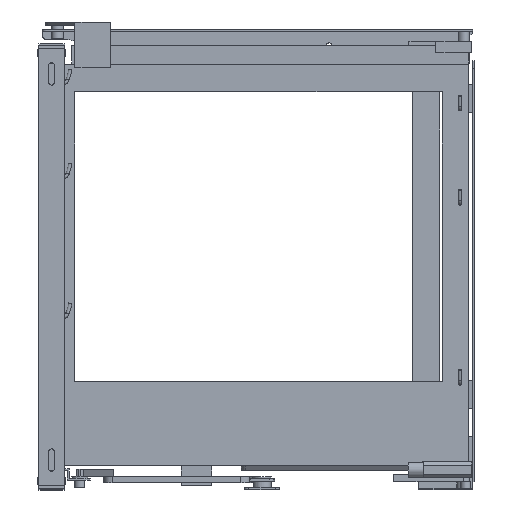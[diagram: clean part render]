
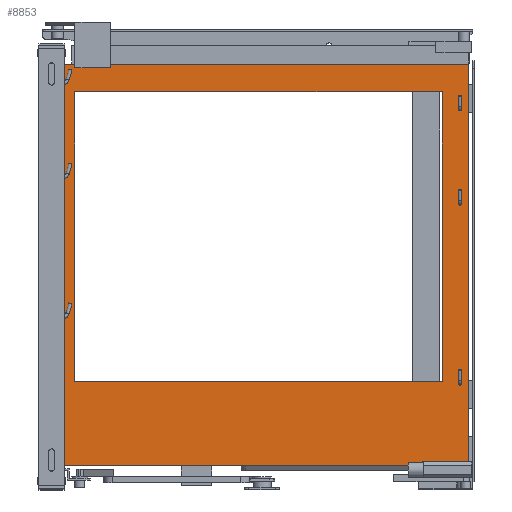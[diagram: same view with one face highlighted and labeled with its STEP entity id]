
A CAD part, left-side view. The second image highlights one B-rep face of the part: STEP entity #8853.
In plain terms, the highlighted planar face has unit normal (-1, 0, 0).
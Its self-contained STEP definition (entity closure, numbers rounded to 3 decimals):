
#276=FACE_BOUND('',#1289,.T.);
#277=FACE_BOUND('',#1290,.T.);
#278=FACE_BOUND('',#1291,.T.);
#279=FACE_BOUND('',#1292,.T.);
#280=FACE_BOUND('',#1293,.T.);
#281=FACE_BOUND('',#1294,.T.);
#282=FACE_BOUND('',#1295,.T.);
#712=FACE_OUTER_BOUND('',#1288,.T.);
#1288=EDGE_LOOP('',(#7761,#7762,#7763,#7764,#7765,#7766,#7767,#7768,#7769,
#7770));
#1289=EDGE_LOOP('',(#7771));
#1290=EDGE_LOOP('',(#7772));
#1291=EDGE_LOOP('',(#7773));
#1292=EDGE_LOOP('',(#7774));
#1293=EDGE_LOOP('',(#7775));
#1294=EDGE_LOOP('',(#7776));
#1295=EDGE_LOOP('',(#7777,#7778,#7779,#7780));
#1602=CIRCLE('',#9589,2.);
#1603=CIRCLE('',#9590,2.);
#1604=CIRCLE('',#9591,2.);
#1605=CIRCLE('',#9592,2.);
#1606=CIRCLE('',#9593,2.);
#1607=CIRCLE('',#9594,2.);
#2329=LINE('',#13912,#3278);
#2371=LINE('',#14030,#3320);
#2376=LINE('',#14038,#3325);
#2379=LINE('',#14044,#3328);
#2383=LINE('',#14052,#3332);
#2387=LINE('',#14059,#3336);
#2389=LINE('',#14064,#3338);
#2391=LINE('',#14067,#3340);
#2396=LINE('',#14079,#3345);
#2407=LINE('',#14105,#3356);
#2412=LINE('',#14113,#3361);
#2448=LINE('',#14199,#3397);
#2536=LINE('',#14430,#3485);
#2540=LINE('',#14443,#3489);
#3278=VECTOR('',#11344,10.);
#3320=VECTOR('',#11434,10.);
#3325=VECTOR('',#11441,10.);
#3328=VECTOR('',#11446,10.);
#3332=VECTOR('',#11452,10.);
#3336=VECTOR('',#11456,10.);
#3338=VECTOR('',#11460,10.);
#3340=VECTOR('',#11464,10.);
#3345=VECTOR('',#11475,10.);
#3356=VECTOR('',#11496,10.);
#3361=VECTOR('',#11505,10.);
#3397=VECTOR('',#11587,10.);
#3485=VECTOR('',#11847,10.);
#3489=VECTOR('',#11867,10.);
#4114=VERTEX_POINT('',#13909);
#4115=VERTEX_POINT('',#13911);
#4166=VERTEX_POINT('',#14027);
#4167=VERTEX_POINT('',#14029);
#4169=VERTEX_POINT('',#14036);
#4170=VERTEX_POINT('',#14040);
#4171=VERTEX_POINT('',#14042);
#4173=VERTEX_POINT('',#14049);
#4174=VERTEX_POINT('',#14051);
#4177=VERTEX_POINT('',#14057);
#4178=VERTEX_POINT('',#14061);
#4179=VERTEX_POINT('',#14063);
#4183=VERTEX_POINT('',#14078);
#4193=VERTEX_POINT('',#14104);
#4280=VERTEX_POINT('',#14444);
#4281=VERTEX_POINT('',#14446);
#4282=VERTEX_POINT('',#14448);
#4283=VERTEX_POINT('',#14450);
#4284=VERTEX_POINT('',#14452);
#4285=VERTEX_POINT('',#14454);
#5201=EDGE_CURVE('',#4114,#4115,#2329,.T.);
#5260=EDGE_CURVE('',#4166,#4167,#2371,.T.);
#5265=EDGE_CURVE('',#4114,#4169,#2376,.T.);
#5268=EDGE_CURVE('',#4171,#4170,#2379,.T.);
#5272=EDGE_CURVE('',#4173,#4174,#2383,.T.);
#5276=EDGE_CURVE('',#4177,#4169,#2387,.T.);
#5278=EDGE_CURVE('',#4179,#4178,#2389,.T.);
#5280=EDGE_CURVE('',#4170,#4178,#2391,.T.);
#5285=EDGE_CURVE('',#4174,#4183,#2396,.T.);
#5298=EDGE_CURVE('',#4183,#4193,#2407,.T.);
#5303=EDGE_CURVE('',#4193,#4177,#2412,.T.);
#5345=EDGE_CURVE('',#4115,#4166,#2448,.T.);
#5461=EDGE_CURVE('',#4171,#4179,#2536,.T.);
#5466=EDGE_CURVE('',#4167,#4173,#2540,.T.);
#5467=EDGE_CURVE('',#4280,#4280,#1602,.T.);
#5468=EDGE_CURVE('',#4281,#4281,#1603,.T.);
#5469=EDGE_CURVE('',#4282,#4282,#1604,.T.);
#5470=EDGE_CURVE('',#4283,#4283,#1605,.T.);
#5471=EDGE_CURVE('',#4284,#4284,#1606,.T.);
#5472=EDGE_CURVE('',#4285,#4285,#1607,.T.);
#7761=ORIENTED_EDGE('',*,*,#5466,.F.);
#7762=ORIENTED_EDGE('',*,*,#5260,.F.);
#7763=ORIENTED_EDGE('',*,*,#5345,.F.);
#7764=ORIENTED_EDGE('',*,*,#5201,.F.);
#7765=ORIENTED_EDGE('',*,*,#5265,.T.);
#7766=ORIENTED_EDGE('',*,*,#5276,.F.);
#7767=ORIENTED_EDGE('',*,*,#5303,.F.);
#7768=ORIENTED_EDGE('',*,*,#5298,.F.);
#7769=ORIENTED_EDGE('',*,*,#5285,.F.);
#7770=ORIENTED_EDGE('',*,*,#5272,.F.);
#7771=ORIENTED_EDGE('',*,*,#5467,.T.);
#7772=ORIENTED_EDGE('',*,*,#5468,.T.);
#7773=ORIENTED_EDGE('',*,*,#5469,.T.);
#7774=ORIENTED_EDGE('',*,*,#5470,.T.);
#7775=ORIENTED_EDGE('',*,*,#5471,.T.);
#7776=ORIENTED_EDGE('',*,*,#5472,.T.);
#7777=ORIENTED_EDGE('',*,*,#5268,.F.);
#7778=ORIENTED_EDGE('',*,*,#5461,.T.);
#7779=ORIENTED_EDGE('',*,*,#5278,.T.);
#7780=ORIENTED_EDGE('',*,*,#5280,.F.);
#8404=PLANE('',#9588);
#8853=ADVANCED_FACE('',(#712,#276,#277,#278,#279,#280,#281,#282),#8404,
 .F.);
#9588=AXIS2_PLACEMENT_3D('',#14442,#11865,#11866);
#9589=AXIS2_PLACEMENT_3D('',#14445,#11868,#11869);
#9590=AXIS2_PLACEMENT_3D('',#14447,#11870,#11871);
#9591=AXIS2_PLACEMENT_3D('',#14449,#11872,#11873);
#9592=AXIS2_PLACEMENT_3D('',#14451,#11874,#11875);
#9593=AXIS2_PLACEMENT_3D('',#14453,#11876,#11877);
#9594=AXIS2_PLACEMENT_3D('',#14455,#11878,#11879);
#11344=DIRECTION('',(0.,1.,0.));
#11434=DIRECTION('',(0.,1.,0.));
#11441=DIRECTION('',(0.,0.,1.));
#11446=DIRECTION('',(0.,0.,1.));
#11452=DIRECTION('',(0.,-1.,0.));
#11456=DIRECTION('',(0.,-1.,0.));
#11460=DIRECTION('',(0.,0.,1.));
#11464=DIRECTION('',(0.,1.,0.));
#11475=DIRECTION('',(0.,0.,-1.));
#11496=DIRECTION('',(0.,-1.,0.));
#11505=DIRECTION('',(0.,0.,1.));
#11587=DIRECTION('',(0.,1.,0.));
#11847=DIRECTION('',(0.,1.,0.));
#11865=DIRECTION('center_axis',(1.,0.,0.));
#11866=DIRECTION('ref_axis',(0.,1.,0.));
#11867=DIRECTION('',(0.,0.,1.));
#11868=DIRECTION('center_axis',(1.,0.,0.));
#11869=DIRECTION('ref_axis',(0.,1.,0.));
#11870=DIRECTION('center_axis',(1.,0.,0.));
#11871=DIRECTION('ref_axis',(0.,1.,0.));
#11872=DIRECTION('center_axis',(1.,0.,0.));
#11873=DIRECTION('ref_axis',(0.,1.,0.));
#11874=DIRECTION('center_axis',(1.,0.,0.));
#11875=DIRECTION('ref_axis',(0.,1.,0.));
#11876=DIRECTION('center_axis',(1.,0.,0.));
#11877=DIRECTION('ref_axis',(0.,1.,0.));
#11878=DIRECTION('center_axis',(1.,0.,0.));
#11879=DIRECTION('ref_axis',(0.,1.,0.));
#13909=CARTESIAN_POINT('',(-69.499,4.,27.));
#13911=CARTESIAN_POINT('',(-69.499,210.898,27.));
#13912=CARTESIAN_POINT('',(-69.499,4.,27.));
#14027=CARTESIAN_POINT('',(-69.499,255.229,27.));
#14029=CARTESIAN_POINT('',(-69.499,474.,27.));
#14030=CARTESIAN_POINT('',(-69.499,4.,27.));
#14036=CARTESIAN_POINT('',(-69.499,4.,475.5));
#14038=CARTESIAN_POINT('',(-69.499,4.,121.));
#14040=CARTESIAN_POINT('',(-69.499,34.,444.5));
#14042=CARTESIAN_POINT('',(-69.499,34.,121.));
#14044=CARTESIAN_POINT('',(-69.499,34.,121.));
#14049=CARTESIAN_POINT('',(-69.499,474.,475.5));
#14051=CARTESIAN_POINT('',(-69.499,444.,475.5));
#14052=CARTESIAN_POINT('',(-69.499,4.,475.5));
#14057=CARTESIAN_POINT('',(-69.499,404.,475.5));
#14059=CARTESIAN_POINT('',(-69.499,4.,475.5));
#14061=CARTESIAN_POINT('',(-69.499,444.,444.5));
#14063=CARTESIAN_POINT('',(-69.499,444.,121.));
#14064=CARTESIAN_POINT('',(-69.499,444.,121.));
#14067=CARTESIAN_POINT('',(-69.499,34.,444.5));
#14078=CARTESIAN_POINT('',(-69.499,444.,471.164));
#14079=CARTESIAN_POINT('',(-69.499,444.,273.666));
#14104=CARTESIAN_POINT('',(-69.499,404.,471.164));
#14105=CARTESIAN_POINT('',(-69.499,224.,471.164));
#14113=CARTESIAN_POINT('',(-69.499,404.,273.666));
#14199=CARTESIAN_POINT('',(-69.499,4.,27.));
#14430=CARTESIAN_POINT('',(-69.499,4.,121.));
#14442=CARTESIAN_POINT('Origin',(-69.499,4.,27.));
#14443=CARTESIAN_POINT('',(-69.499,474.,121.));
#14444=CARTESIAN_POINT('',(-69.499,12.,425.15));
#14445=CARTESIAN_POINT('Origin',(-69.499,14.,425.15));
#14446=CARTESIAN_POINT('',(-69.499,462.,425.15));
#14447=CARTESIAN_POINT('Origin',(-69.499,464.,425.15));
#14448=CARTESIAN_POINT('',(-69.499,12.,320.15));
#14449=CARTESIAN_POINT('Origin',(-69.499,14.,320.15));
#14450=CARTESIAN_POINT('',(-69.499,462.,320.15));
#14451=CARTESIAN_POINT('Origin',(-69.499,464.,320.15));
#14452=CARTESIAN_POINT('',(-69.499,12.,119.15));
#14453=CARTESIAN_POINT('Origin',(-69.499,14.,119.15));
#14454=CARTESIAN_POINT('',(-69.499,462.,119.15));
#14455=CARTESIAN_POINT('Origin',(-69.499,464.,119.15));
